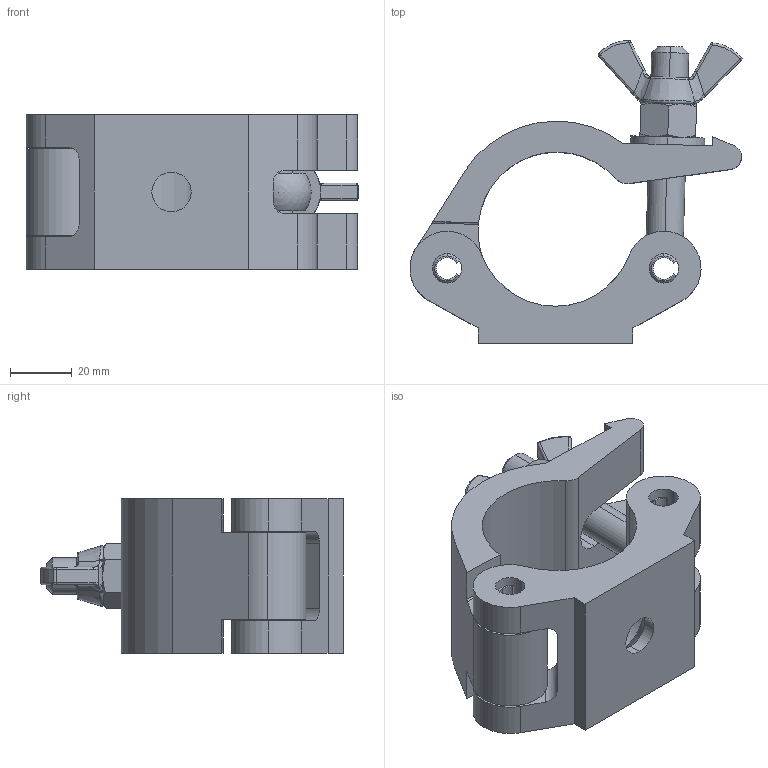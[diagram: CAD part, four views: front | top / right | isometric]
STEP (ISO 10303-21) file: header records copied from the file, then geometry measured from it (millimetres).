
FILE_DESCRIPTION (( 'STEP AP203' ), '1' );
FILE_NAME ('T57230.STEP', '2019-10-02T12:38:03', ( '' ), ( '' ), 'SwSTEP 2.0', 'SolidWorks 2019', '' );
FILE_SCHEMA (( 'CONFIG_CONTROL_DESIGN' ));
Length unit declared in the file: millimetre
Products named in the file (11): T78000; T57230; TH577_TH577; TH566; F790; TH157_TH157; F883_DIN 315-M12-GT-C-N; A Washer_Bright washer BS 4320 - M12 (Form A); TH2002_TH2002 - 50MM WIDE; Hex Nut Style 1 GradeAB_Doughty Fastners_Hexagon Nut ISO - 4032 - M12 - D - S; TH2001_TH2001 - 50MM WIDE
Assembly tree (11 placements, depth 3):
  T57230
    TH577_TH577
      TH2002_TH2002 - 50MM WIDE
    TH157_TH157
      TH2001_TH2001 - 50MM WIDE
    T78000
      TH566
      A Washer_Bright washer BS 4320 - M12 (Form A)
      Hex Nut Style 1 GradeAB_Doughty Fastners_Hexagon Nut ISO - 4032 - M12 - D - S
      F883_DIN 315-M12-GT-C-N
    F790  x2
Bounding box: 107.22 x 97.85 x 49.9 mm (x, y, z)
Volume: 143128.2 mm3; surface area: 46954.8 mm2
Topology: 8 solids, 8 shells, 265 faces, 622 edges, 364 vertices
Faces by surface type: cylinder 93, cone 66, plane 59, bspline 28, sphere 11, torus 8
Entity records: 8992 total; most frequent: CARTESIAN_POINT 2255, DIRECTION 1205, ORIENTED_EDGE 1146, EDGE_CURVE 573, AXIS2_PLACEMENT_3D 489, VERTEX_POINT 338, EDGE_LOOP 269, CIRCLE 251
